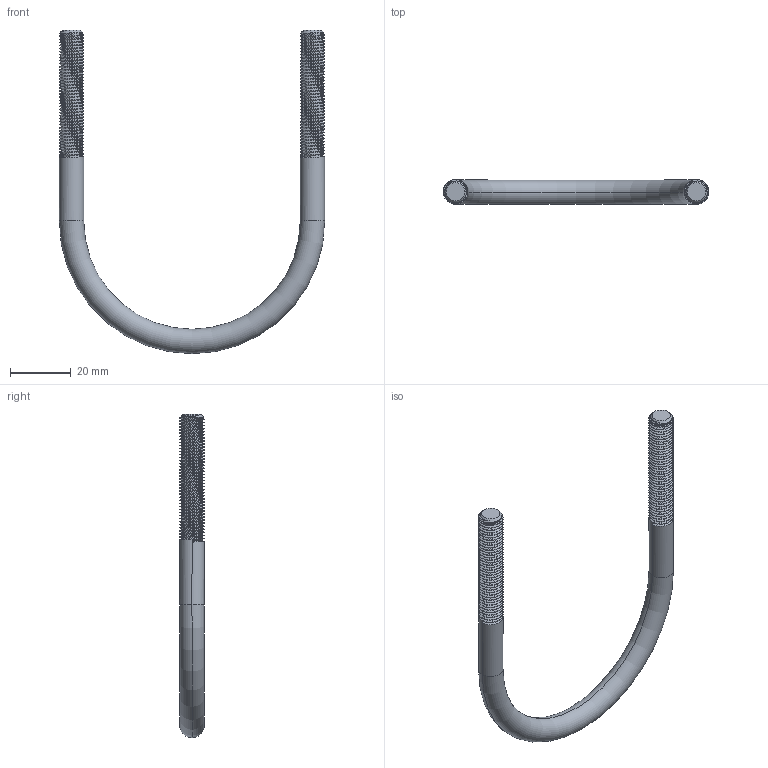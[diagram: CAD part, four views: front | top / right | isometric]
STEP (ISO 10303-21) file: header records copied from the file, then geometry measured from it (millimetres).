
FILE_DESCRIPTION (( 'STEP AP203' ), '1' );
FILE_NAME ('3D_R384_DN68-70_17334666.STEP', '2024-07-18T08:01:35', ( '' ), ( '' ), 'SwSTEP 2.0', 'SolidWorks 2024', '' );
FILE_SCHEMA (( 'CONFIG_CONTROL_DESIGN' ));
Length unit declared in the file: millimetre
Products named in the file (1): 3D_R384_DN68-70_17334666
Bounding box: 87 x 8 x 106 mm (x, y, z)
Volume: 11922.3 mm3; surface area: 7358 mm2
Topology: 1 solids, 1 shells, 182 faces, 530 edges, 350 vertices
Faces by surface type: cylinder 164, cone 6, bspline 6, plane 4, torus 2
Entity records: 18381 total; most frequent: CARTESIAN_POINT 14513, ORIENTED_EDGE 1060, DIRECTION 556, EDGE_CURVE 530, VERTEX_POINT 350, AXIS2_PLACEMENT_3D 189, ADVANCED_FACE 182, FACE_OUTER_BOUND 182
